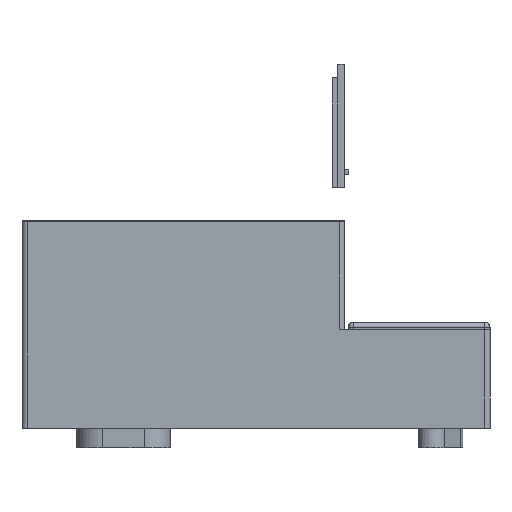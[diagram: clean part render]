
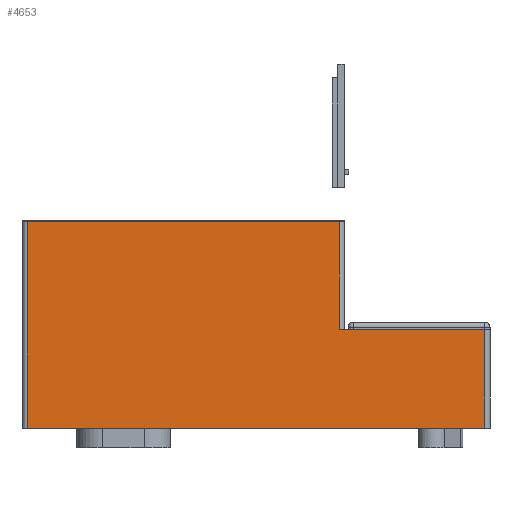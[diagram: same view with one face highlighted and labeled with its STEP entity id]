
A CAD part, left-side view. The second image highlights one B-rep face of the part: STEP entity #4653.
In plain terms, the highlighted planar face has unit normal (-1, 0, 0).
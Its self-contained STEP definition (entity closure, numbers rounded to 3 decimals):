
#3121=CARTESIAN_POINT('',(-31.732,151.706,0.0));
#3122=VERTEX_POINT('',#3121);
#3172=CARTESIAN_POINT('',(-31.732,-24.294,0.0));
#3173=VERTEX_POINT('',#3172);
#3181=CARTESIAN_POINT('',(-31.732,-24.294,0.0));
#3182=DIRECTION('',(0.0,1.0,0.0));
#3183=VECTOR('',#3182,176.0);
#3184=LINE('',#3181,#3183);
#3185=EDGE_CURVE('',#3173,#3122,#3184,.T.);
#4468=CARTESIAN_POINT('',(-31.732,151.706,79.5));
#4469=VERTEX_POINT('',#4468);
#4494=CARTESIAN_POINT('',(-31.732,31.706,79.5));
#4495=VERTEX_POINT('',#4494);
#4521=CARTESIAN_POINT('',(-31.732,151.706,79.5));
#4522=DIRECTION('',(0.0,-1.0,0.0));
#4523=VECTOR('',#4522,120.0);
#4524=LINE('',#4521,#4523);
#4525=EDGE_CURVE('',#4469,#4495,#4524,.T.);
#4545=CARTESIAN_POINT('',(-31.732,151.706,0.0));
#4546=DIRECTION('',(0.0,0.0,1.0));
#4547=VECTOR('',#4546,79.5);
#4548=LINE('',#4545,#4547);
#4549=EDGE_CURVE('',#3122,#4469,#4548,.T.);
#4621=CARTESIAN_POINT('',(-31.732,-26.294,0.0));
#4622=DIRECTION('',(-1.0,0.0,0.0));
#4623=DIRECTION('',(0.0,0.0,1.0));
#4624=AXIS2_PLACEMENT_3D('',#4621,#4622,#4623);
#4625=PLANE('',#4624);
#4626=ORIENTED_EDGE('',*,*,#4525,.F.);
#4627=ORIENTED_EDGE('',*,*,#4549,.F.);
#4628=ORIENTED_EDGE('',*,*,#3185,.F.);
#4629=CARTESIAN_POINT('',(-31.732,-24.294,38.0));
#4630=VERTEX_POINT('',#4629);
#4631=CARTESIAN_POINT('',(-31.732,-24.294,38.0));
#4632=DIRECTION('',(0.0,0.0,-1.0));
#4633=VECTOR('',#4632,38.0);
#4634=LINE('',#4631,#4633);
#4635=EDGE_CURVE('',#4630,#3173,#4634,.T.);
#4636=ORIENTED_EDGE('',*,*,#4635,.F.);
#4637=CARTESIAN_POINT('',(-31.732,31.706,38.0));
#4638=VERTEX_POINT('',#4637);
#4639=CARTESIAN_POINT('',(-31.732,31.706,38.0));
#4640=DIRECTION('',(0.0,-1.0,0.0));
#4641=VECTOR('',#4640,56.);
#4642=LINE('',#4639,#4641);
#4643=EDGE_CURVE('',#4638,#4630,#4642,.T.);
#4644=ORIENTED_EDGE('',*,*,#4643,.F.);
#4645=CARTESIAN_POINT('',(-31.732,31.706,79.5));
#4646=DIRECTION('',(0.0,0.0,-1.0));
#4647=VECTOR('',#4646,41.5);
#4648=LINE('',#4645,#4647);
#4649=EDGE_CURVE('',#4495,#4638,#4648,.T.);
#4650=ORIENTED_EDGE('',*,*,#4649,.F.);
#4651=EDGE_LOOP('',(#4626,#4627,#4628,#4636,#4644,#4650));
#4652=FACE_OUTER_BOUND('',#4651,.T.);
#4653=ADVANCED_FACE('',(#4652),#4625,.T.);
